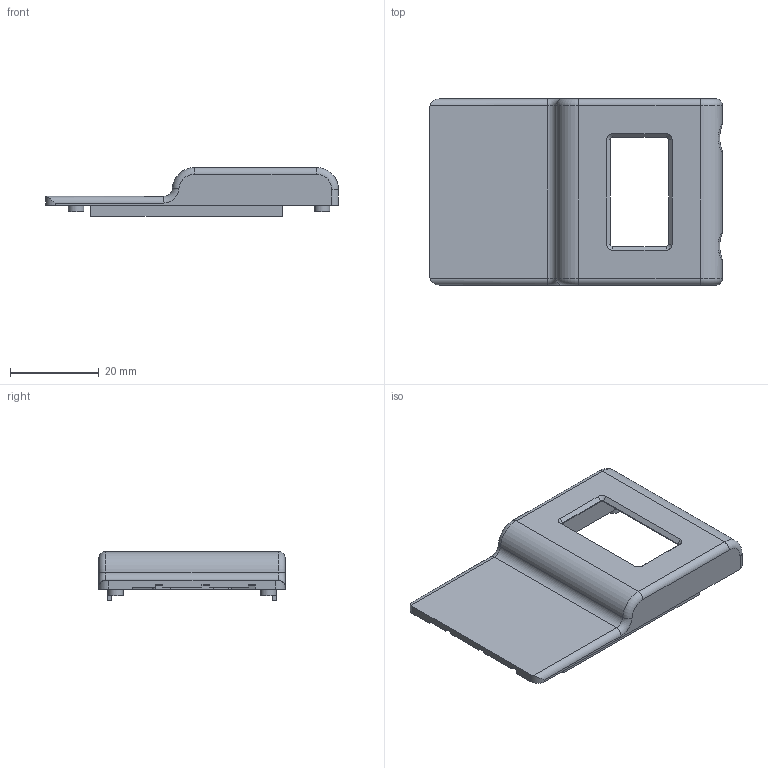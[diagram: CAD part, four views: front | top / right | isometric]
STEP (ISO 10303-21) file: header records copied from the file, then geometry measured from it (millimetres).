
FILE_DESCRIPTION(/* description */ ('Alibre Inc.'),/* implementation_level */ '2;1');
FILE_NAME(/* name */ 'export-F7D3ADAF-CBA1-478C-9BA3-5A049CCCEDD6',/* time_stamp */ '2022-10-07T20:17:30-06:00',/* author */ (''),/* organization */ (''),/* preprocessor_version */ 'ST-DEVELOPER v17',/* originating_system */ 'Alibre',/* authorisation */ '');
FILE_SCHEMA (('CONFIG_CONTROL_DESIGN'));
Length unit declared in the file: millimetre
Bounding box: 66 x 41.95 x 11 mm (x, y, z)
Volume: 7792.8 mm3; surface area: 7403.2 mm2
Topology: 1 solids, 1 shells, 146 faces, 394 edges, 254 vertices
Faces by surface type: plane 90, cylinder 44, torus 6, cone 4, bspline 2
Full cylindrical faces by diameter (mm): 1.5 x4, 3.408 x2, 3.5 x2
Entity records: 4613 total; most frequent: CARTESIAN_POINT 1045, ORIENTED_EDGE 768, DIRECTION 631, EDGE_CURVE 384, VECTOR 253, LINE 253, VERTEX_POINT 252, AXIS2_PLACEMENT_3D 230
